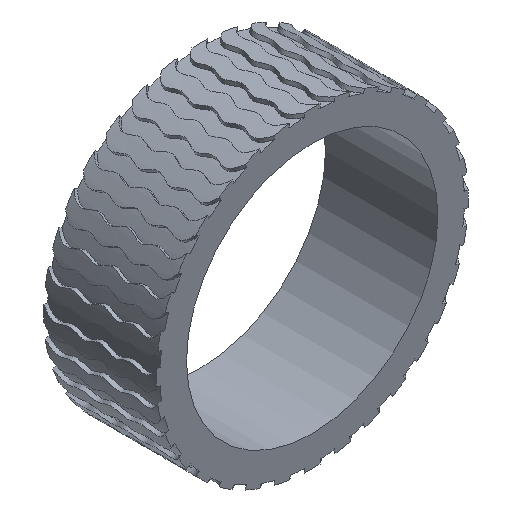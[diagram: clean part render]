
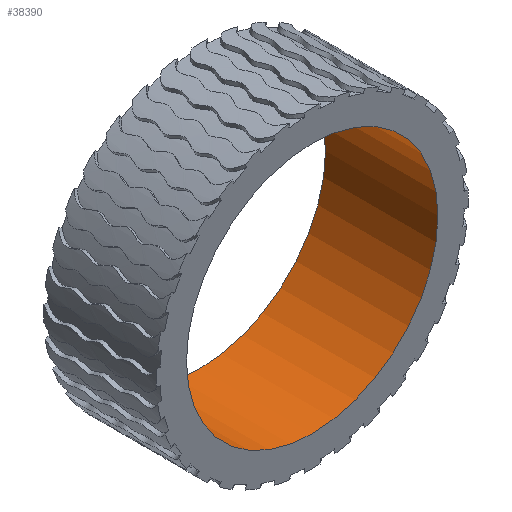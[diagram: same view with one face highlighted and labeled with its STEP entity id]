
A CAD part, isometric view. The second image highlights one B-rep face of the part: STEP entity #38390.
In plain terms, the highlighted cylindrical face has radius 32.2 mm (diameter 64.4 mm), a full revolution.
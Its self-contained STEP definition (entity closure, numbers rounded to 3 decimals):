
#1969 = EDGE_CURVE('',#1970,#1970,#1972,.T.);
#1970 = VERTEX_POINT('',#1971);
#1971 = CARTESIAN_POINT('',(32.2,-28.,0.));
#1972 = CIRCLE('',#1973,32.2);
#1973 = AXIS2_PLACEMENT_3D('',#1974,#1975,#1976);
#1974 = CARTESIAN_POINT('',(0.,-28.,0.));
#1975 = DIRECTION('',(0.,-1.,0.));
#1976 = DIRECTION('',(1.,0.,0.));
#3338 = EDGE_CURVE('',#3339,#3339,#3341,.T.);
#3339 = VERTEX_POINT('',#3340);
#3340 = CARTESIAN_POINT('',(32.2,-56.8,0.));
#3341 = CIRCLE('',#3342,32.2);
#3342 = AXIS2_PLACEMENT_3D('',#3343,#3344,#3345);
#3343 = CARTESIAN_POINT('',(0.,-56.8,0.));
#3344 = DIRECTION('',(0.,-1.,0.));
#3345 = DIRECTION('',(1.,0.,0.));
#38390 = ADVANCED_FACE('',(#38391),#38402,.F.);
#38391 = FACE_BOUND('',#38392,.T.);
#38392 = EDGE_LOOP('',(#38393,#38399,#38400,#38401));
#38393 = ORIENTED_EDGE('',*,*,#38394,.T.);
#38394 = EDGE_CURVE('',#1970,#3339,#38395,.T.);
#38395 = LINE('',#38396,#38397);
#38396 = CARTESIAN_POINT('',(32.2,-28.,0.));
#38397 = VECTOR('',#38398,1.);
#38398 = DIRECTION('',(0.,-1.,0.));
#38399 = ORIENTED_EDGE('',*,*,#3338,.T.);
#38400 = ORIENTED_EDGE('',*,*,#38394,.F.);
#38401 = ORIENTED_EDGE('',*,*,#1969,.F.);
#38402 = CYLINDRICAL_SURFACE('',#38403,32.2);
#38403 = AXIS2_PLACEMENT_3D('',#38404,#38405,#38406);
#38404 = CARTESIAN_POINT('',(0.,-28.,0.));
#38405 = DIRECTION('',(0.,1.,0.));
#38406 = DIRECTION('',(1.,0.,0.));
